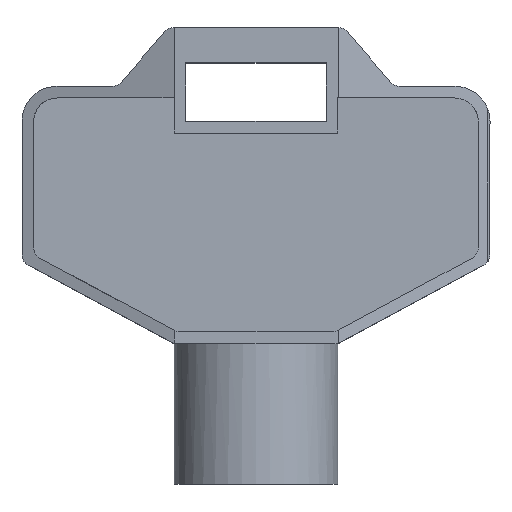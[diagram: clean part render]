
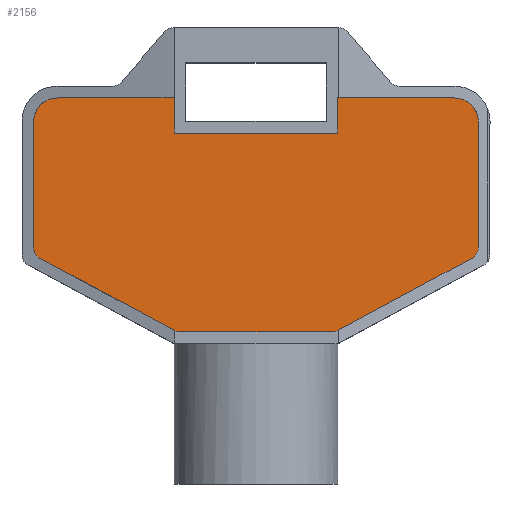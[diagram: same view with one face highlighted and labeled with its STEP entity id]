
A CAD part, top view. The second image highlights one B-rep face of the part: STEP entity #2156.
In plain terms, the highlighted planar face has unit normal (0, 0, 1).
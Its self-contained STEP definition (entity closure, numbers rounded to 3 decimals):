
#1745=CARTESIAN_POINT('',(19.,31.,3.));
#1746=VERTEX_POINT('',#1745);
#1754=CARTESIAN_POINT('',(17.,33.,3.));
#1755=VERTEX_POINT('',#1754);
#1762=CARTESIAN_POINT('',(17.,31.,3.));
#1763=DIRECTION('',(0.0,0.0,1.0));
#1764=DIRECTION('',(1.0,0.0,0.0));
#1765=AXIS2_PLACEMENT_3D('',#1762,#1763,#1764);
#1766=CIRCLE('',#1765,2.);
#1767=EDGE_CURVE('',#1746,#1755,#1766,.T.);
#1780=CARTESIAN_POINT('',(7.,33.,3.));
#1781=VERTEX_POINT('',#1780);
#1788=CARTESIAN_POINT('',(17.,33.,3.));
#1789=DIRECTION('',(-1.0,0.0,0.0));
#1790=VECTOR('',#1789,10.);
#1791=LINE('',#1788,#1790);
#1792=EDGE_CURVE('',#1755,#1781,#1791,.T.);
#1804=CARTESIAN_POINT('',(7.,30.,3.));
#1805=VERTEX_POINT('',#1804);
#1812=CARTESIAN_POINT('',(7.,33.,3.));
#1813=DIRECTION('',(0.0,-1.0,0.0));
#1814=VECTOR('',#1813,3.);
#1815=LINE('',#1812,#1814);
#1816=EDGE_CURVE('',#1781,#1805,#1815,.T.);
#1828=CARTESIAN_POINT('',(-7.,30.,3.));
#1829=VERTEX_POINT('',#1828);
#1836=CARTESIAN_POINT('',(7.,30.,3.));
#1837=DIRECTION('',(-1.0,0.0,0.0));
#1838=VECTOR('',#1837,14.);
#1839=LINE('',#1836,#1838);
#1840=EDGE_CURVE('',#1805,#1829,#1839,.T.);
#1852=CARTESIAN_POINT('',(-7.,33.,3.));
#1853=VERTEX_POINT('',#1852);
#1860=CARTESIAN_POINT('',(-7.,30.,3.));
#1861=DIRECTION('',(0.0,1.0,0.0));
#1862=VECTOR('',#1861,3.);
#1863=LINE('',#1860,#1862);
#1864=EDGE_CURVE('',#1829,#1853,#1863,.T.);
#1876=CARTESIAN_POINT('',(-17.,33.,3.));
#1877=VERTEX_POINT('',#1876);
#1884=CARTESIAN_POINT('',(-7.,33.,3.));
#1885=DIRECTION('',(-1.0,0.0,0.0));
#1886=VECTOR('',#1885,10.);
#1887=LINE('',#1884,#1886);
#1888=EDGE_CURVE('',#1853,#1877,#1887,.T.);
#1900=CARTESIAN_POINT('',(-19.,31.,3.));
#1901=VERTEX_POINT('',#1900);
#1908=CARTESIAN_POINT('',(-17.,31.,3.));
#1909=DIRECTION('',(0.0,0.0,1.0));
#1910=DIRECTION('',(1.0,0.0,0.0));
#1911=AXIS2_PLACEMENT_3D('',#1908,#1909,#1910);
#1912=CIRCLE('',#1911,2.);
#1913=EDGE_CURVE('',#1877,#1901,#1912,.T.);
#1925=CARTESIAN_POINT('',(-19.,20.194,3.));
#1926=VERTEX_POINT('',#1925);
#1933=CARTESIAN_POINT('',(-19.,31.,3.));
#1934=DIRECTION('',(0.0,-1.0,0.0));
#1935=VECTOR('',#1934,10.805);
#1936=LINE('',#1933,#1935);
#1937=EDGE_CURVE('',#1901,#1926,#1936,.T.);
#1949=CARTESIAN_POINT('',(-18.474,19.314,3.));
#1950=VERTEX_POINT('',#1949);
#1957=CARTESIAN_POINT('',(-18.,20.194,3.));
#1958=DIRECTION('',(0.0,0.0,1.0));
#1959=DIRECTION('',(-0.474,-0.88,0.0));
#1960=AXIS2_PLACEMENT_3D('',#1957,#1958,#1959);
#1961=CIRCLE('',#1960,1.);
#1962=EDGE_CURVE('',#1926,#1950,#1961,.T.);
#1975=CARTESIAN_POINT('',(-6.97,13.119,3.));
#1976=VERTEX_POINT('',#1975);
#1983=CARTESIAN_POINT('',(-18.474,19.314,3.));
#1984=DIRECTION('',(0.88,-0.474,0.0));
#1985=VECTOR('',#1984,13.066);
#1986=LINE('',#1983,#1985);
#1987=EDGE_CURVE('',#1950,#1976,#1986,.T.);
#1999=CARTESIAN_POINT('',(-6.496,13.,3.));
#2000=VERTEX_POINT('',#1999);
#2007=CARTESIAN_POINT('',(-6.496,14.,3.));
#2008=DIRECTION('',(0.0,0.0,1.0));
#2009=DIRECTION('',(0.0,-1.0,0.0));
#2010=AXIS2_PLACEMENT_3D('',#2007,#2008,#2009);
#2011=CIRCLE('',#2010,1.);
#2012=EDGE_CURVE('',#1976,#2000,#2011,.T.);
#2024=CARTESIAN_POINT('',(6.496,13.,3.));
#2025=VERTEX_POINT('',#2024);
#2032=CARTESIAN_POINT('',(-6.496,13.,3.));
#2033=DIRECTION('',(1.0,0.0,0.0));
#2034=VECTOR('',#2033,12.992);
#2035=LINE('',#2032,#2034);
#2036=EDGE_CURVE('',#2000,#2025,#2035,.T.);
#2048=CARTESIAN_POINT('',(6.97,13.119,3.));
#2049=VERTEX_POINT('',#2048);
#2056=CARTESIAN_POINT('',(6.496,14.,3.));
#2057=DIRECTION('',(0.0,0.0,1.));
#2058=DIRECTION('',(0.474,-0.88,0.0));
#2059=AXIS2_PLACEMENT_3D('',#2056,#2057,#2058);
#2060=CIRCLE('',#2059,1.);
#2061=EDGE_CURVE('',#2025,#2049,#2060,.T.);
#2074=CARTESIAN_POINT('',(18.474,19.314,3.));
#2075=VERTEX_POINT('',#2074);
#2082=CARTESIAN_POINT('',(6.97,13.119,3.));
#2083=DIRECTION('',(0.88,0.474,0.0));
#2084=VECTOR('',#2083,13.066);
#2085=LINE('',#2082,#2084);
#2086=EDGE_CURVE('',#2049,#2075,#2085,.T.);
#2098=CARTESIAN_POINT('',(19.,20.194,3.));
#2099=VERTEX_POINT('',#2098);
#2106=CARTESIAN_POINT('',(18.,20.194,3.));
#2107=DIRECTION('',(0.0,0.0,1.0));
#2108=DIRECTION('',(1.0,0.0,0.0));
#2109=AXIS2_PLACEMENT_3D('',#2106,#2107,#2108);
#2110=CIRCLE('',#2109,1.);
#2111=EDGE_CURVE('',#2075,#2099,#2110,.T.);
#2121=CARTESIAN_POINT('',(19.,20.194,3.));
#2122=DIRECTION('',(0.0,1.0,0.0));
#2123=VECTOR('',#2122,10.805);
#2124=LINE('',#2121,#2123);
#2125=EDGE_CURVE('',#2099,#1746,#2124,.T.);
#2133=CARTESIAN_POINT('',(-22.8,11.,3.));
#2134=DIRECTION('',(0.0,0.0,1.0));
#2135=DIRECTION('',(1.0,0.0,0.0));
#2136=AXIS2_PLACEMENT_3D('',#2133,#2134,#2135);
#2137=PLANE('',#2136);
#2138=ORIENTED_EDGE('',*,*,#1767,.T.);
#2139=ORIENTED_EDGE('',*,*,#1792,.T.);
#2140=ORIENTED_EDGE('',*,*,#1816,.T.);
#2141=ORIENTED_EDGE('',*,*,#1840,.T.);
#2142=ORIENTED_EDGE('',*,*,#1864,.T.);
#2143=ORIENTED_EDGE('',*,*,#1888,.T.);
#2144=ORIENTED_EDGE('',*,*,#1913,.T.);
#2145=ORIENTED_EDGE('',*,*,#1937,.T.);
#2146=ORIENTED_EDGE('',*,*,#1962,.T.);
#2147=ORIENTED_EDGE('',*,*,#1987,.T.);
#2148=ORIENTED_EDGE('',*,*,#2012,.T.);
#2149=ORIENTED_EDGE('',*,*,#2036,.T.);
#2150=ORIENTED_EDGE('',*,*,#2061,.T.);
#2151=ORIENTED_EDGE('',*,*,#2086,.T.);
#2152=ORIENTED_EDGE('',*,*,#2111,.T.);
#2153=ORIENTED_EDGE('',*,*,#2125,.T.);
#2154=EDGE_LOOP('',(#2138,#2139,#2140,#2141,#2142,#2143,#2144,#2145,#2146,#2147,#2148,#2149,#2150,#2151,#2152,#2153));
#2155=FACE_OUTER_BOUND('',#2154,.T.);
#2156=ADVANCED_FACE('',(#2155),#2137,.T.);
